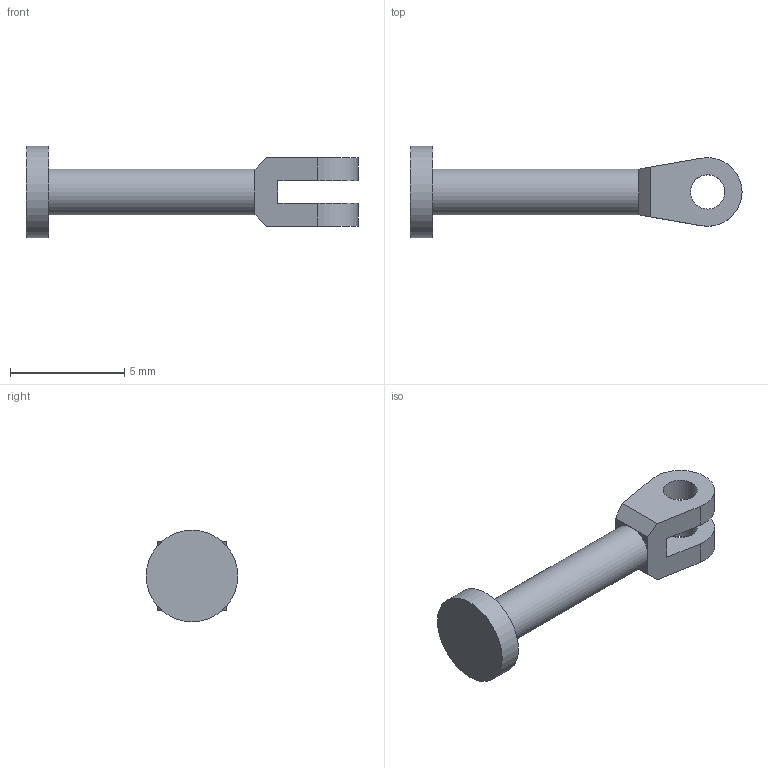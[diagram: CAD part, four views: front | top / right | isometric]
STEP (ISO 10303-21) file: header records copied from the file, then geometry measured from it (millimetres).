
FILE_DESCRIPTION(/* description */ (''),/* implementation_level */ '2;1');
FILE_NAME(/* name */ 'Piston.stp',/* time_stamp */ '2023-05-21T18:22:51+07:00',/* author */ ('admin'),/* organization */ (''),/* preprocessor_version */ 'ST-DEVELOPER v18.1',/* originating_system */ 'Autodesk Inventor 2022',/* authorisation */ '');
FILE_SCHEMA (('AUTOMOTIVE_DESIGN { 1 0 10303 214 3 1 1 }'));
Length unit declared in the file: millimetre
Products named in the file (1): Piston
Bounding box: 14.5 x 4 x 4 mm (x, y, z)
Volume: 61.2 mm3; surface area: 160.7 mm2
Topology: 1 solids, 1 shells, 21 faces, 49 edges, 31 vertices
Faces by surface type: plane 15, cylinder 6
Full cylindrical faces by diameter (mm): 1.5 x2, 2 x1, 4 x1
Entity records: 647 total; most frequent: DIRECTION 108, CARTESIAN_POINT 102, ORIENTED_EDGE 98, EDGE_CURVE 49, AXIS2_PLACEMENT_3D 37, LINE 34, VECTOR 34, VERTEX_POINT 31
